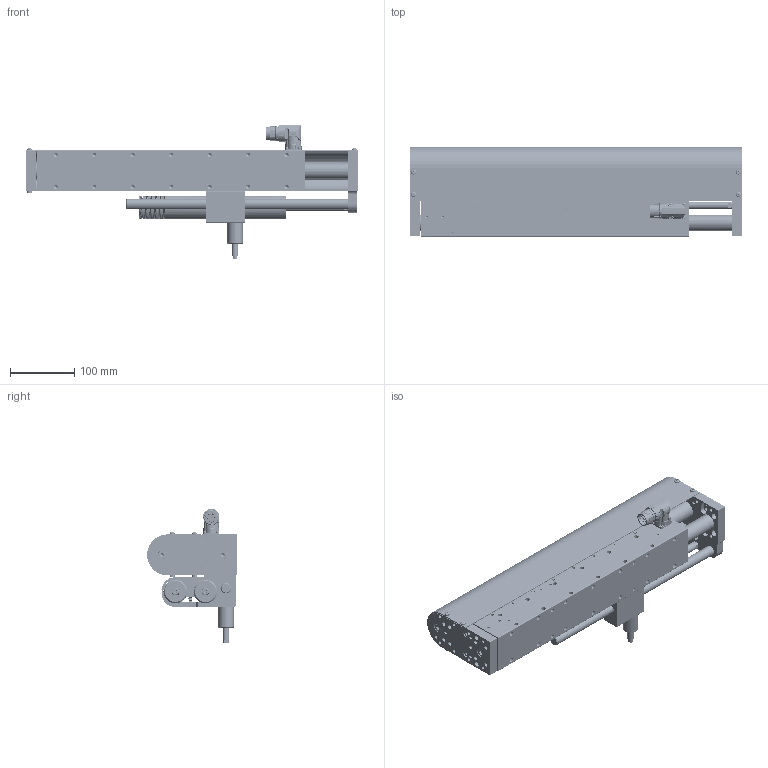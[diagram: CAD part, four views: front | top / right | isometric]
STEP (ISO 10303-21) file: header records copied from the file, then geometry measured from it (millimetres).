
FILE_DESCRIPTION (( 'STEP AP214' ), '1' );
FILE_NAME ('0186-2549_260311_DM01-48x360F-HP-C-65_CS01_MS08_BK01.STEP', '2026-03-11T10:19:17', ( '' ), ( '' ), 'SwSTEP 2.0', 'SolidWorks 2026', '' );
FILE_SCHEMA (( 'AUTOMOTIVE_DESIGN' ));
Length unit declared in the file: millimetre
Products named in the file (43): 0150-5098_HB01-48; 0150-2947_Ne-Sch.Magnet_26,9x22_N-42SH_D28-HP_Neodym Scheibenmagnet 26,9x22 N-42SH; 0180-2053_MS01h-37x..._MS01h-R37x230; 0180-1381_DL01h-25-15.6x...-M18!M8_DL01h-25-15.6x492-M18!M8; Vergusmasse_MS01-37_MS01-37x230; 0230-0128_Linearkugellager_LBBR 16-LS; 0230-0221_Zyl.-Schr_I-6kt_n-K_M6x16_8.8_v-b; 0180-1300_D01k-48x...-AD_D01k-48x517-AD; 0230-1087_Gew.-Stift_I-6kt_K-k_M10x6_INOX_A2; 0186-2543_DM01-S48x360F-HP-C; 0230-0246_Zyl.-Schr._I-6kt_M8x20_8.8_v-b; 0180-0024_ML01k-EH12; 0180-1302_GE-M18x1.5!M8; 0230-0488_Zyl.-Schr._I-6kt_M8x25_8.8_v-b; 0180-4676_MS01k-R37-AS; 0180-1653_DM01k-48-MagSpring; 0150-3052_Ne.Stabmagnet D11,5x(10)x80_N45_NORD; Lagerhulse_230; 0230-0742_Zyl.-Schr_I-6kt_n-K_M6x12_8.8_v-b; Vergussmasse_ML01-12_Vergussmasse_ML01-20x240x10; Verguss_28SF_W01_GL; 0180-1638_ML01-12x...-20_ML01-12x290!240-20; 0180-0026_ML01k-R12_ML01k-R12x290; 0230-0653_Zyl.-Schr._I-6kt_n-K_M10x25_8.8_v-b; 0230-1291_MS01k-8.3_M5x9; 0230-0291_Tellerfeder _25x10,2x1; 0180-1301_DL01k-25-15.6x...-M18x1.5_DL01k-25-15,6x492-M18x1.5; 0150-3078_Ne.Segmentmagnet_R13,5xr7x90°x75mm_N45_N-S_N-S; 0180-0023_ML01k-EV12; 0180-1550_PL01k-EV28-HP-SF_PL10k-EV28-HP; 0150-3444_Ne.Segmentmagnet_R13,5xr7x90°x75mm_N45_S-N_S-N; 0260-0114_MS01b-R37-Ni; 0250-2205_MS01-37x230_MS01-37x170; 0180-1842_DM01k-48-H; 0180-0058_PL01k-ES28; 0186-2549_260311_DM01-48x360F-HP-C-65_CS01_MS08_BK01; 0230-0365_Lins.-Schr_I-6rd_M4x8_8.8_v-b; 0180-1654_MF01k-37-2; 0180-3152_PL01k-EH28-LG _1-4404; 0150-4080_PL01-28x500!450-HP-SF_PL01-28x500!450-HP-SF ...
Assembly tree (93 placements, depth 4):
  0186-2549_260311_DM01-48x360F-HP-C-65_CS01_MS08_BK01
    0186-2543_DM01-S48x360F-HP-C
    0150-4080_PL01-28x500!450-HP-SF_PL01-28x500!450-HP-SF
      0180-3152_PL01k-EH28-LG _1-4404
      0180-0139_PL01k-R28_PL01k-R28x500
      0180-0058_PL01k-ES28  x16
      0150-2947_Ne-Sch.Magnet_26,9x22_N-42SH_D28-HP_Neodym Scheibenmagnet 26,9x22 N-42SH  x15
      0230-0291_Tellerfeder _25x10,2x1
      0230-1087_Gew.-Stift_I-6kt_K-k_M10x6_INOX_A2
      Verguss_28SF_W01_GL
      0180-1550_PL01k-EV28-HP-SF_PL10k-EV28-HP
    0180-1381_DL01h-25-15.6x...-M18!M8_DL01h-25-15.6x492-M18!M8  x2
      0180-1301_DL01k-25-15.6x...-M18x1.5_DL01k-25-15,6x492-M18x1.5
      0180-1302_GE-M18x1.5!M8
    0180-1653_DM01k-48-MagSpring
    0180-1842_DM01k-48-H
    0230-0488_Zyl.-Schr._I-6kt_M8x25_8.8_v-b  x4
    0230-0653_Zyl.-Schr._I-6kt_n-K_M10x25_8.8_v-b
    0180-1300_D01k-48x...-AD_D01k-48x517-AD
    0230-0365_Lins.-Schr_I-6rd_M4x8_8.8_v-b  x7
    0180-1654_MF01k-37-2
    0230-0128_Linearkugellager_LBBR 16-LS
    0150-5098_HB01-48
    0250-2205_MS01-37x230_MS01-37x170  x2
      0180-2053_MS01h-37x..._MS01h-R37x230
        0180-4676_MS01k-R37-AS
        0180-0043_MS01k-R37_MS01k-R37x230
      Lagerhulse_230
      0150-3078_Ne.Segmentmagnet_R13,5xr7x90°x75mm_N45_N-S_N-S
      0150-3444_Ne.Segmentmagnet_R13,5xr7x90°x75mm_N45_S-N_S-N
      0260-0114_MS01b-R37-Ni
      Vergusmasse_MS01-37_MS01-37x230
    0230-0742_Zyl.-Schr_I-6kt_n-K_M6x12_8.8_v-b  x2
    0230-0221_Zyl.-Schr_I-6kt_n-K_M6x16_8.8_v-b  x2
    0180-1638_ML01-12x...-20_ML01-12x290!240-20  x2
      0180-0023_ML01k-EV12
      0180-0026_ML01k-R12_ML01k-R12x290
      0150-3052_Ne.Stabmagnet D11,5x(10)x80_N45_NORD
      0180-0024_ML01k-EH12
      Vergussmasse_ML01-12_Vergussmasse_ML01-20x240x10
    0230-1291_MS01k-8.3_M5x9  x2
    0180-1651_FB01-16x..._FB01-16x347
    0230-0246_Zyl.-Schr._I-6kt_M8x20_8.8_v-b
Bounding box: 518 x 140 x 209.12 mm (x, y, z)
Volume: 4305715 mm3; surface area: 1468104.6 mm2
Topology: 144 solids, 228 shells, 6148 faces, 14960 edges, 9349 vertices
Faces by surface type: plane 2444, cylinder 1550, cone 1231, bspline 695, torus 212, sphere 16
Full cylindrical faces by diameter (mm): 1 x10, 1.2 x5, 1.5 x5, 1.8 x5, 2 x8, 2.05 x4, 2.5 x4, 2.501 x48, 2.6 x4, 2.7 x4, 2.8 x5, 2.9 x4, 3 x17, 3.3 x9, 3.7 x2, 4 x70, 4.2 x6, 4.5 x4, 4.8 x8, 5 x135, 6 x93, 6.036 x6, 6.4 x4, 6.6 x16, 6.8 x33, 8 x91, 8.4 x8, 8.5 x2, 9 x7, 9.73 x1
Entity records: 192943 total; most frequent: CARTESIAN_POINT 72491, ORIENTED_EDGE 17068, DIRECTION 16935, EDGE_CURVE 8534, AXIS2_PLACEMENT_3D 6632, VERTEX_POINT 5971, EDGE_LOOP 5745, FACE_OUTER_BOUND 4678
